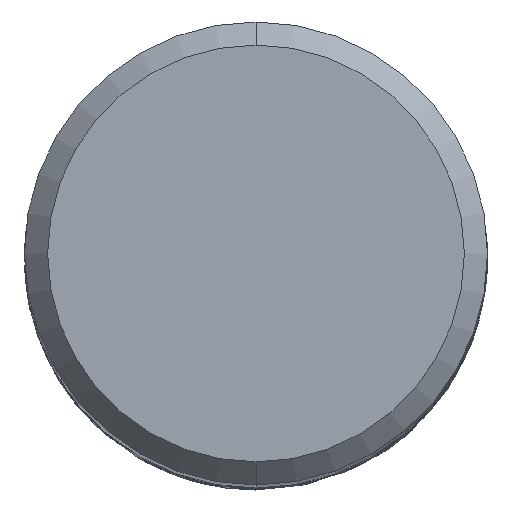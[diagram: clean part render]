
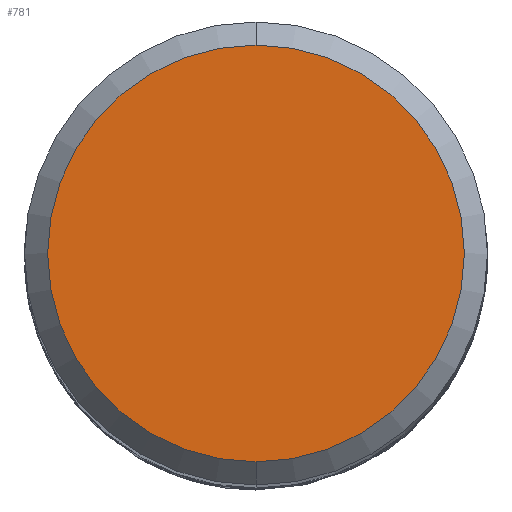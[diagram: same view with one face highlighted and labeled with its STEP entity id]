
A CAD part, top view. The second image highlights one B-rep face of the part: STEP entity #781.
In plain terms, the highlighted planar face has unit normal (0, 0, 1).
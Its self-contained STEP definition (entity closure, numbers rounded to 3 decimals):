
#559=EDGE_CURVE('',#1293,#783,#1551,.T.);
#629=EDGE_CURVE('',#783,#1293,#1625,.T.);
#781=ADVANCED_FACE('',(#1792),#1793,.T.);
#783=VERTEX_POINT('',#1795);
#1293=VERTEX_POINT('',#2350);
#1551=CIRCLE('',#3943,7.2);
#1625=CIRCLE('',#5345,7.2);
#1792=FACE_OUTER_BOUND('',#7104,.T.);
#1793=PLANE('',#7105);
#1795=CARTESIAN_POINT('',(0.0,7.2,0.0));
#2350=CARTESIAN_POINT('',(0.,-7.2,0.0));
#3943=AXIS2_PLACEMENT_3D('',#19608,#19609,#19610);
#5345=AXIS2_PLACEMENT_3D('',#19682,#19683,#19684);
#7104=EDGE_LOOP('',(#19861,#19862));
#7105=AXIS2_PLACEMENT_3D('',#19863,#19864,#19865);
#19608=CARTESIAN_POINT('',(0.0,0.0,0.0));
#19609=DIRECTION('',(0.0,0.0,-1.0));
#19610=DIRECTION('',(0.0,1.0,0.0));
#19682=CARTESIAN_POINT('',(0.0,0.0,0.0));
#19683=DIRECTION('',(0.0,0.0,-1.0));
#19684=DIRECTION('',(0.0,1.0,0.0));
#19861=ORIENTED_EDGE('',*,*,#629,.F.);
#19862=ORIENTED_EDGE('',*,*,#559,.F.);
#19863=CARTESIAN_POINT('',(0.0,3.6,0.0));
#19864=DIRECTION('',(-0.0,0.0,1.0));
#19865=DIRECTION('',(0.0,-1.0,0.0));
